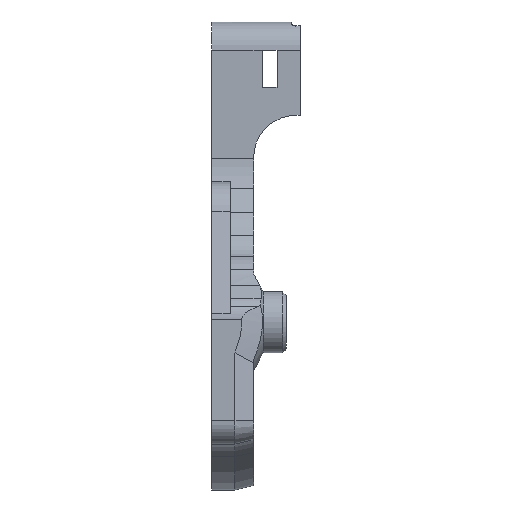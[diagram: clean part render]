
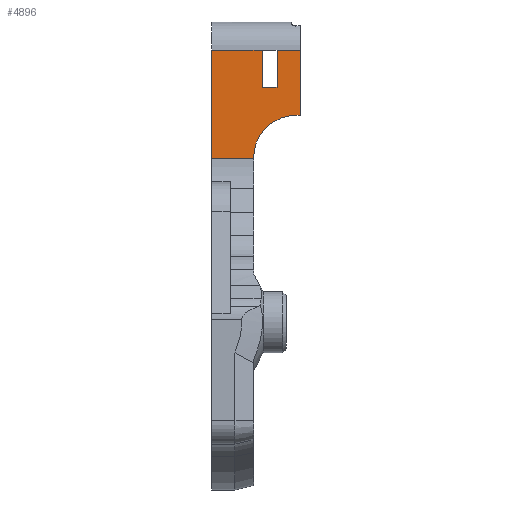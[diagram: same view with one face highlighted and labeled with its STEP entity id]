
A CAD part, front view. The second image highlights one B-rep face of the part: STEP entity #4896.
In plain terms, the highlighted planar face has unit normal (0, -1, 0).
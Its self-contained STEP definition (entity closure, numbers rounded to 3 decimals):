
#116=PLANE('',#5195);
#243=FACE_OUTER_BOUND('',#525,.T.);
#525=EDGE_LOOP('',(#3301,#3302,#3303,#3304,#3305,#3306,#3307,#3308,#3309,
#3310,#3311));
#868=LINE('',#7238,#1334);
#870=LINE('',#7242,#1336);
#876=LINE('',#7278,#1342);
#878=LINE('',#7282,#1344);
#879=LINE('',#7284,#1345);
#880=LINE('',#7285,#1346);
#881=LINE('',#7287,#1347);
#882=LINE('',#7289,#1348);
#883=LINE('',#7291,#1349);
#884=LINE('',#7294,#1350);
#1334=VECTOR('',#5721,10.);
#1336=VECTOR('',#5723,10.);
#1342=VECTOR('',#5737,10.);
#1344=VECTOR('',#5741,10.);
#1345=VECTOR('',#5742,10.);
#1346=VECTOR('',#5743,10.);
#1347=VECTOR('',#5744,10.);
#1348=VECTOR('',#5745,10.);
#1349=VECTOR('',#5746,10.);
#1350=VECTOR('',#5749,10.);
#1802=CIRCLE('',#5196,4.5);
#2049=VERTEX_POINT('',#7235);
#2050=VERTEX_POINT('',#7237);
#2051=VERTEX_POINT('',#7239);
#2052=VERTEX_POINT('',#7241);
#2058=VERTEX_POINT('',#7277);
#2059=VERTEX_POINT('',#7281);
#2060=VERTEX_POINT('',#7283);
#2061=VERTEX_POINT('',#7286);
#2062=VERTEX_POINT('',#7288);
#2063=VERTEX_POINT('',#7290);
#2064=VERTEX_POINT('',#7292);
#2522=EDGE_CURVE('',#2049,#2050,#868,.T.);
#2524=EDGE_CURVE('',#2051,#2052,#870,.T.);
#2533=EDGE_CURVE('',#2052,#2058,#876,.T.);
#2535=EDGE_CURVE('',#2051,#2059,#878,.T.);
#2536=EDGE_CURVE('',#2059,#2060,#879,.T.);
#2537=EDGE_CURVE('',#2060,#2050,#880,.T.);
#2538=EDGE_CURVE('',#2049,#2061,#881,.T.);
#2539=EDGE_CURVE('',#2062,#2061,#882,.T.);
#2540=EDGE_CURVE('',#2063,#2062,#883,.T.);
#2541=EDGE_CURVE('',#2064,#2063,#1802,.T.);
#2542=EDGE_CURVE('',#2064,#2058,#884,.T.);
#3301=ORIENTED_EDGE('',*,*,#2524,.F.);
#3302=ORIENTED_EDGE('',*,*,#2535,.T.);
#3303=ORIENTED_EDGE('',*,*,#2536,.T.);
#3304=ORIENTED_EDGE('',*,*,#2537,.T.);
#3305=ORIENTED_EDGE('',*,*,#2522,.F.);
#3306=ORIENTED_EDGE('',*,*,#2538,.T.);
#3307=ORIENTED_EDGE('',*,*,#2539,.F.);
#3308=ORIENTED_EDGE('',*,*,#2540,.F.);
#3309=ORIENTED_EDGE('',*,*,#2541,.F.);
#3310=ORIENTED_EDGE('',*,*,#2542,.T.);
#3311=ORIENTED_EDGE('',*,*,#2533,.F.);
#4896=ADVANCED_FACE('',(#243),#116,.T.);
#5195=AXIS2_PLACEMENT_3D('',#7280,#5739,#5740);
#5196=AXIS2_PLACEMENT_3D('',#7293,#5747,#5748);
#5721=DIRECTION('',(1.,0.,0.));
#5723=DIRECTION('',(1.,0.,0.));
#5737=DIRECTION('',(0.,0.,-1.));
#5739=DIRECTION('center_axis',(0.,-1.,0.));
#5740=DIRECTION('ref_axis',(0.,0.,-1.));
#5741=DIRECTION('',(0.,0.,-1.));
#5742=DIRECTION('',(-1.,0.,0.));
#5743=DIRECTION('',(0.,0.,1.));
#5744=DIRECTION('',(0.,0.,-1.));
#5745=DIRECTION('',(-1.,0.,0.));
#5746=DIRECTION('',(0.,0.,-1.));
#5747=DIRECTION('center_axis',(0.,-1.,0.));
#5748=DIRECTION('ref_axis',(-0.707,0.,0.707));
#5749=DIRECTION('',(1.,0.,0.));
#7235=CARTESIAN_POINT('',(-7.,334.438,-50.854));
#7237=CARTESIAN_POINT('',(-1.6,334.438,-50.854));
#7238=CARTESIAN_POINT('',(-7.,334.438,-50.854));
#7239=CARTESIAN_POINT('',(0.,334.438,-50.854));
#7241=CARTESIAN_POINT('',(2.5,334.438,-50.854));
#7242=CARTESIAN_POINT('',(-7.,334.438,-50.854));
#7277=CARTESIAN_POINT('',(2.5,334.438,-57.854));
#7278=CARTESIAN_POINT('',(2.5,334.438,-47.854));
#7280=CARTESIAN_POINT('Origin',(-7.,334.438,-57.854));
#7281=CARTESIAN_POINT('',(0.,334.438,-54.854));
#7282=CARTESIAN_POINT('',(0.,334.438,-56.354));
#7283=CARTESIAN_POINT('',(-1.6,334.438,-54.854));
#7284=CARTESIAN_POINT('',(-4.3,334.438,-54.854));
#7285=CARTESIAN_POINT('',(-1.6,334.438,-54.354));
#7286=CARTESIAN_POINT('',(-7.,334.438,-62.498));
#7287=CARTESIAN_POINT('',(-7.,334.438,-47.854));
#7288=CARTESIAN_POINT('',(-2.5,334.438,-62.498));
#7289=CARTESIAN_POINT('',(-4.,334.438,-62.498));
#7290=CARTESIAN_POINT('',(-2.5,334.438,-62.354));
#7291=CARTESIAN_POINT('',(-2.5,334.438,-47.854));
#7292=CARTESIAN_POINT('',(2.,334.438,-57.854));
#7293=CARTESIAN_POINT('Origin',(2.,334.438,-62.354));
#7294=CARTESIAN_POINT('',(-7.,334.438,-57.854));
